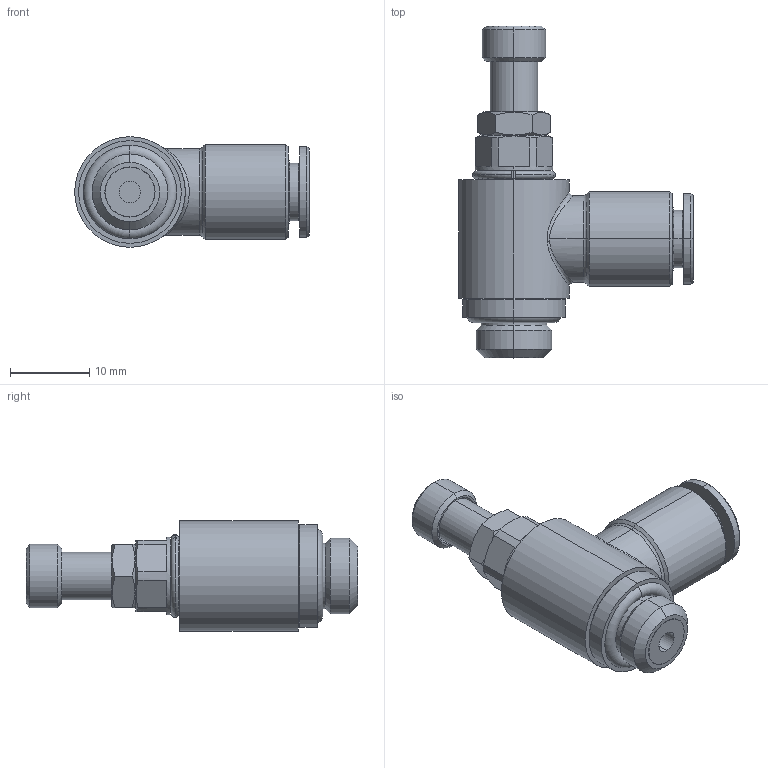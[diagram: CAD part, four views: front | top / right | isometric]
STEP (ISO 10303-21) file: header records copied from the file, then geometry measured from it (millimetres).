
FILE_DESCRIPTION (( 'STEP AP203' ), '1' );
FILE_NAME ('04310B31.STEP', '2010-04-30T06:53:19', ( '' ), ( 'sopra-pneumatic' ), 'SwSTEP 2.0', 'SolidWorks 2009', '' );
FILE_SCHEMA (( 'CONFIG_CONTROL_DESIGN' ));
Length unit declared in the file: millimetre
Products named in the file (1): 04310B31
Bounding box: 29.7 x 42 x 14 mm (x, y, z)
Volume: 5095 mm3; surface area: 3007.4 mm2
Topology: 2 solids, 2 shells, 107 faces, 234 edges, 146 vertices
Faces by surface type: plane 37, cone 32, cylinder 30, torus 6, bspline 2
Entity records: 4171 total; most frequent: CARTESIAN_POINT 1716, DIRECTION 526, ORIENTED_EDGE 468, EDGE_CURVE 234, AXIS2_PLACEMENT_3D 220, VERTEX_POINT 146, EDGE_LOOP 122, CIRCLE 114
